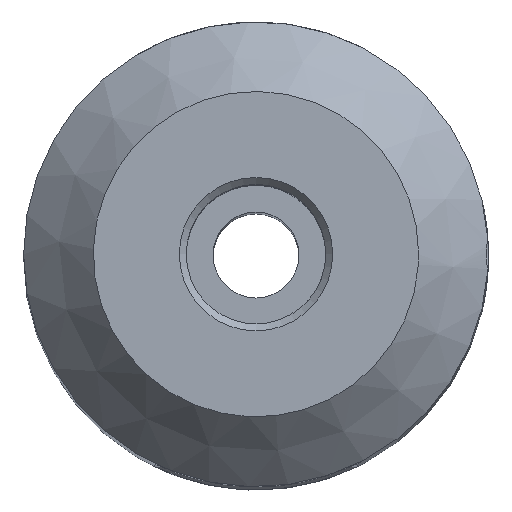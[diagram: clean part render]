
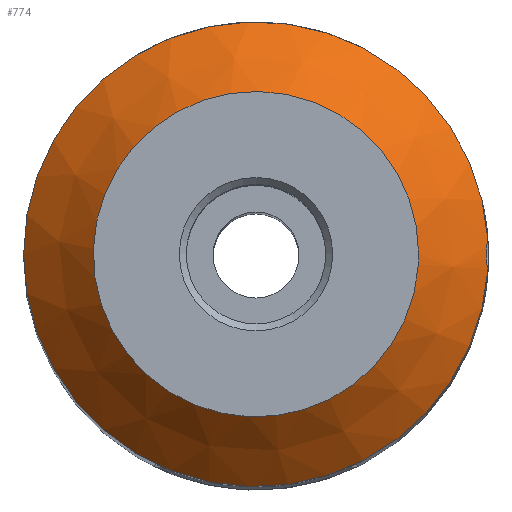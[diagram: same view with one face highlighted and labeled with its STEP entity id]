
A CAD part, top view. The second image highlights one B-rep face of the part: STEP entity #774.
In plain terms, the highlighted conical face has half-angle 45 degrees and reference radius 7 mm.
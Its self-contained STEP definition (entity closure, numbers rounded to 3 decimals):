
#9 = CARTESIAN_POINT ( 'NONE',  ( 7., 0., 90. ) ) ;
#14 = ORIENTED_EDGE ( 'NONE', *, *, #53, .F. ) ;
#49 = DIRECTION ( 'NONE',  ( 0., 0., -1. ) ) ;
#53 = EDGE_CURVE ( 'NONE', #270, #530, #1247, .T. ) ;
#85 = CARTESIAN_POINT ( 'NONE',  ( 0., 0., 87. ) ) ;
#93 = ORIENTED_EDGE ( 'NONE', *, *, #136, .F. ) ;
#120 = CARTESIAN_POINT ( 'NONE',  ( 9.9, -0.218, 87.1 ) ) ;
#136 = EDGE_CURVE ( 'NONE', #650, #650, #543, .T. ) ;
#211 = CARTESIAN_POINT ( 'NONE',  ( 9.979, -0.64, 87. ) ) ;
#270 = VERTEX_POINT ( 'NONE', #697 ) ;
#274 = CONICAL_SURFACE ( 'NONE', #1055, 7., 0.785 ) ;
#302 = CARTESIAN_POINT ( 'NONE',  ( 9.979, 0.64, 87. ) ) ;
#321 = AXIS2_PLACEMENT_3D ( 'NONE', #85, #1039, #1240 ) ;
#326 = CARTESIAN_POINT ( 'NONE',  ( 9.953, 0.538, 87.033 ) ) ;
#350 = CARTESIAN_POINT ( 'NONE',  ( 0., 0., 90. ) ) ;
#530 = VERTEX_POINT ( 'NONE', #1391 ) ;
#542 = CARTESIAN_POINT ( 'NONE',  ( 9.927, -0.436, 87.065 ) ) ;
#543 = CIRCLE ( 'NONE', #1177, 7. ) ;
#548 = CARTESIAN_POINT ( 'NONE',  ( 9.907, 0.22, 87.091 ) ) ;
#576 = ORIENTED_EDGE ( 'NONE', *, *, #924, .F. ) ;
#645 = CARTESIAN_POINT ( 'NONE',  ( 9.9, 0.11, 87.1 ) ) ;
#650 = VERTEX_POINT ( 'NONE', #9 ) ;
#678 = DIRECTION ( 'NONE',  ( -1., 0., 0. ) ) ;
#697 = CARTESIAN_POINT ( 'NONE',  ( 9.979, 0.64, 87. ) ) ;
#768 = FACE_OUTER_BOUND ( 'NONE', #836, .T. ) ;
#774 = ADVANCED_FACE ( 'NONE', ( #768, #883 ), #274, .T. ) ;
#836 = EDGE_LOOP ( 'NONE', ( #14, #576 ) ) ;
#883 = FACE_BOUND ( 'NONE', #1087, .T. ) ;
#924 = EDGE_CURVE ( 'NONE', #530, #270, #1376, .T. ) ;
#1039 = DIRECTION ( 'NONE',  ( 0., 0., -1. ) ) ;
#1055 = AXIS2_PLACEMENT_3D ( 'NONE', #350, #49, #678 ) ;
#1087 = EDGE_LOOP ( 'NONE', ( #93 ) ) ;
#1177 = AXIS2_PLACEMENT_3D ( 'NONE', #1279, #1286, #1194 ) ;
#1194 = DIRECTION ( 'NONE',  ( 1., 0., 0. ) ) ;
#1240 = DIRECTION ( 'NONE',  ( 1., 0., 0. ) ) ;
#1247 = B_SPLINE_CURVE_WITH_KNOTS ( 'NONE', 3,
 ( #302, #326, #1309, #548, #645, #120, #542, #211 ),
 .UNSPECIFIED., .F., .F.,
 ( 4, 2, 2, 4 ),
 ( 0., 0., 0.001, 0.001 ),
 .UNSPECIFIED. ) ;
#1279 = CARTESIAN_POINT ( 'NONE',  ( 0., 0., 90. ) ) ;
#1286 = DIRECTION ( 'NONE',  ( 0., 0., 1. ) ) ;
#1309 = CARTESIAN_POINT ( 'NONE',  ( 9.934, 0.434, 87.057 ) ) ;
#1376 = CIRCLE ( 'NONE', #321, 10. ) ;
#1391 = CARTESIAN_POINT ( 'NONE',  ( 9.979, -0.64, 87. ) ) ;
